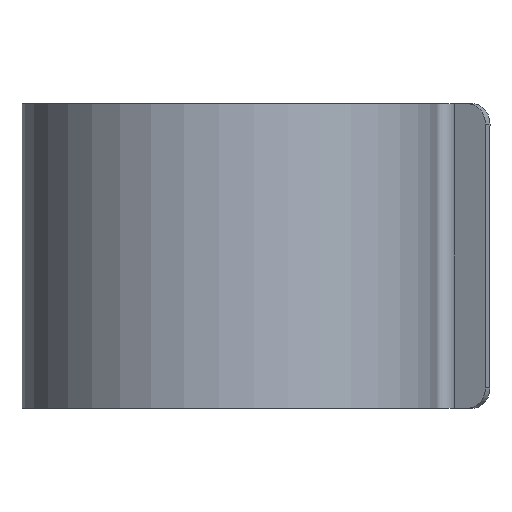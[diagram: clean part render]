
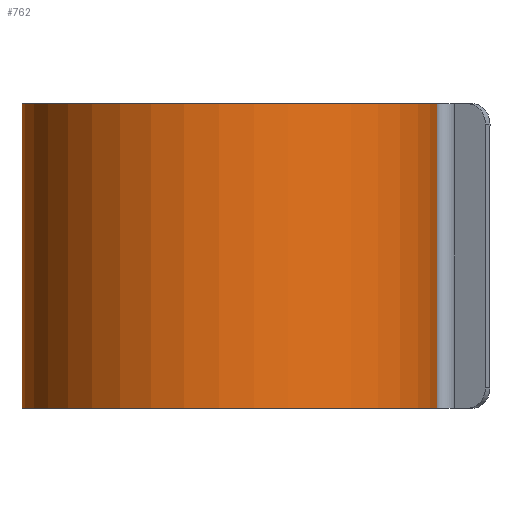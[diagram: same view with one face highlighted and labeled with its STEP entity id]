
A CAD part, front view. The second image highlights one B-rep face of the part: STEP entity #762.
In plain terms, the highlighted cylindrical face has radius 10.25 mm (diameter 20.5 mm), a partial arc.
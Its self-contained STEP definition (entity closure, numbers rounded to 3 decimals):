
#114 = ORIENTED_EDGE ( 'NONE', *, *, #7682, .T. ) ;
#172 = DIRECTION ( 'NONE',  ( -1., 0., 0. ) ) ;
#502 = AXIS2_PLACEMENT_3D ( 'NONE', #1806, #11950, #9149 ) ;
#762 = ADVANCED_FACE ( 'NONE', ( #4628 ), #5728, .T. ) ;
#764 = VERTEX_POINT ( 'NONE', #6775 ) ;
#790 = DIRECTION ( 'NONE',  ( -1., 0., 0. ) ) ;
#1189 = CARTESIAN_POINT ( 'NONE',  ( 8.417, -13.423, 0. ) ) ;
#1268 = LINE ( 'NONE', #6189, #1644 ) ;
#1644 = VECTOR ( 'NONE', #10801, 1000. ) ;
#1766 = DIRECTION ( 'NONE',  ( 0., 0., 1. ) ) ;
#1806 = CARTESIAN_POINT ( 'NONE',  ( -1.774, -12.323, 15. ) ) ;
#2375 = ORIENTED_EDGE ( 'NONE', *, *, #4020, .T. ) ;
#2449 = CARTESIAN_POINT ( 'NONE',  ( -12.024, -12.323, 0. ) ) ;
#2542 = DIRECTION ( 'NONE',  ( 0., 0., -1. ) ) ;
#2602 = LINE ( 'NONE', #7355, #5233 ) ;
#2762 = EDGE_CURVE ( 'NONE', #764, #5857, #4317, .T. ) ;
#2942 = AXIS2_PLACEMENT_3D ( 'NONE', #11566, #9781, #172 ) ;
#3253 = AXIS2_PLACEMENT_3D ( 'NONE', #12134, #1766, #790 ) ;
#4020 = EDGE_CURVE ( 'NONE', #4703, #764, #1268, .T. ) ;
#4112 = EDGE_LOOP ( 'NONE', ( #10926, #8261, #114, #2375 ) ) ;
#4317 = CIRCLE ( 'NONE', #502, 10.25 ) ;
#4628 = FACE_OUTER_BOUND ( 'NONE', #4112, .T. ) ;
#4703 = VERTEX_POINT ( 'NONE', #1189 ) ;
#5233 = VECTOR ( 'NONE', #2542, 1000. ) ;
#5728 = CYLINDRICAL_SURFACE ( 'NONE', #2942, 10.25 ) ;
#5857 = VERTEX_POINT ( 'NONE', #9359 ) ;
#6189 = CARTESIAN_POINT ( 'NONE',  ( 8.417, -13.423, 0. ) ) ;
#6775 = CARTESIAN_POINT ( 'NONE',  ( 8.417, -13.423, 15. ) ) ;
#7355 = CARTESIAN_POINT ( 'NONE',  ( -12.024, -12.323, 0. ) ) ;
#7682 = EDGE_CURVE ( 'NONE', #7886, #4703, #10724, .T. ) ;
#7886 = VERTEX_POINT ( 'NONE', #2449 ) ;
#8261 = ORIENTED_EDGE ( 'NONE', *, *, #11425, .T. ) ;
#9149 = DIRECTION ( 'NONE',  ( -1., 0., 0. ) ) ;
#9359 = CARTESIAN_POINT ( 'NONE',  ( -12.024, -12.323, 15. ) ) ;
#9781 = DIRECTION ( 'NONE',  ( 0., 0., -1. ) ) ;
#10724 = CIRCLE ( 'NONE', #3253, 10.25 ) ;
#10801 = DIRECTION ( 'NONE',  ( 0., 0., 1. ) ) ;
#10926 = ORIENTED_EDGE ( 'NONE', *, *, #2762, .T. ) ;
#11425 = EDGE_CURVE ( 'NONE', #5857, #7886, #2602, .T. ) ;
#11566 = CARTESIAN_POINT ( 'NONE',  ( -1.774, -12.323, 0. ) ) ;
#11950 = DIRECTION ( 'NONE',  ( 0., 0., -1. ) ) ;
#12134 = CARTESIAN_POINT ( 'NONE',  ( -1.774, -12.323, 0. ) ) ;
